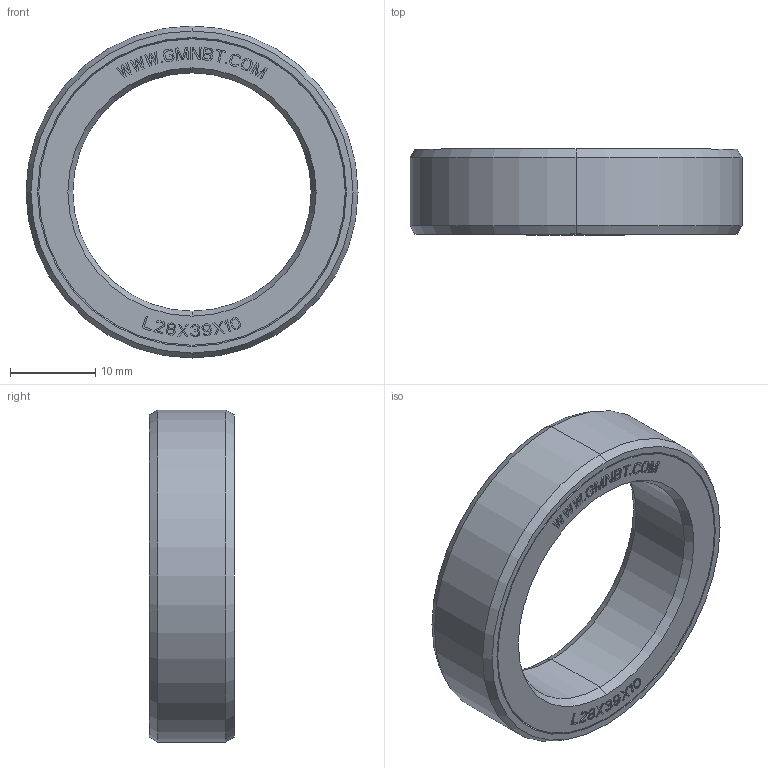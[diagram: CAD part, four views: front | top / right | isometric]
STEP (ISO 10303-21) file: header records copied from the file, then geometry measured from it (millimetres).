
FILE_DESCRIPTION((''),'2;1');
FILE_NAME('L28X39X10_PRT','2014-11-17T',('sales 4'),(''),'PRO/ENGINEER BY PARAMETRIC TECHNOLOGY CORPORATION, 2013150','PRO/ENGINEER BY PARAMETRIC TECHNOLOGY CORPORATION, 2013150','');
FILE_SCHEMA(('AUTOMOTIVE_DESIGN { 1 0 10303 214 1 1 1 1 }'));
Length unit declared in the file: millimetre
Products named in the file (1): L28X39X10_PRT
Bounding box: 39 x 10.07 x 39 mm (x, y, z)
Volume: 5476.1 mm3; surface area: 5919.8 mm2
Topology: 2 solids, 2 shells, 639 faces, 1770 edges, 1164 vertices
Faces by surface type: plane 583, cone 24, torus 20, cylinder 12
Entity records: 26580 total; most frequent: CARTESIAN_POINT 3575, ORIENTED_EDGE 3540, DIRECTION 3132, PRESENTATION_STYLE_ASSIGNMENT 1916, STYLED_ITEM 1849, CURVE_STYLE 1770, EDGE_CURVE 1770, VECTOR 1686
